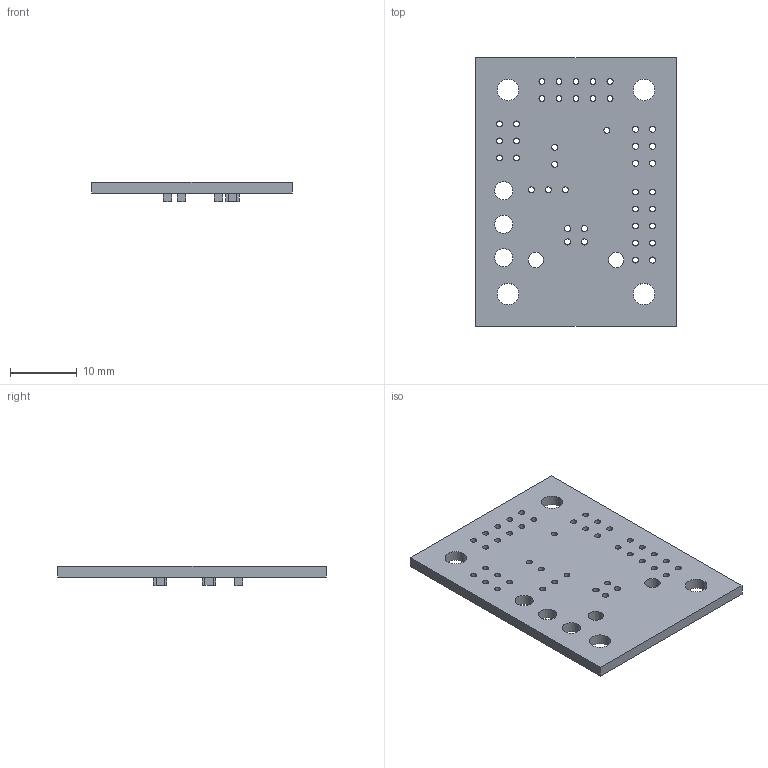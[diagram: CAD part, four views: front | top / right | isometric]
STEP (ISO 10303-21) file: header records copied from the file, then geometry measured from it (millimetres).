
FILE_DESCRIPTION(('KiCad electronic assembly'),'2;1');
FILE_NAME('USBI2C01.step','2023-02-15T11:52:58',('Pcbnew'),('Kicad'), 'Open CASCADE STEP processor 7.5','KiCad to STEP converter','Unknown' );
FILE_SCHEMA(('AUTOMOTIVE_DESIGN { 1 0 10303 214 1 1 1 1 }'));
Length unit declared in the file: millimetre
Products named in the file (4): USBI2C01 1; C_0805_2012Metric; SOLID; tmpm4jzd4w3 PCB
Assembly tree (6 placements, depth 3):
  USBI2C01 1
    C_0805_2012Metric  x4
      SOLID
    tmpm4jzd4w3 PCB
Bounding box: 29.97 x 40.13 x 2.9 mm (x, y, z)
Volume: 1801.7 mm3; surface area: 2830.7 mm2
Topology: 5 solids, 5 shells, 169 faces, 453 edges, 302 vertices
Faces by surface type: cylinder 99, plane 70
Full cylindrical faces by diameter (mm): 0.889 x36, 0.914 x2, 0.92 x4, 2.3 x2, 2.7 x3, 3.2 x4
Entity records: 6422 total; most frequent: CARTESIAN_POINT 1033, DIRECTION 1009, ORIENTED_EDGE 474, PCURVE 474, DEFINITIONAL_REPRESENTATION 474, LINE 459, VECTOR 459, CIRCLE 240
